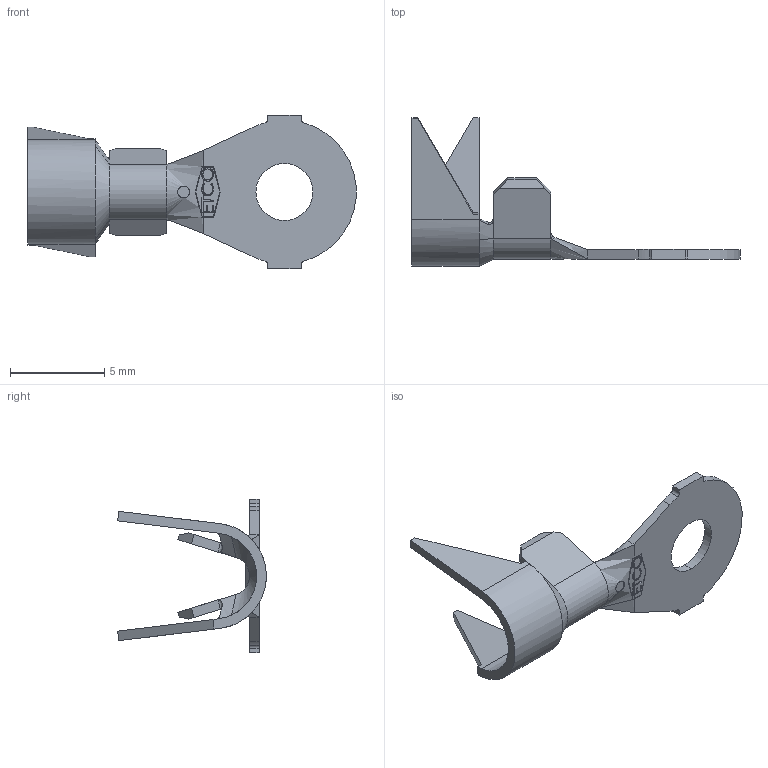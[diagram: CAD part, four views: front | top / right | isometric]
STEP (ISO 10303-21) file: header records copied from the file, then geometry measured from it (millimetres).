
FILE_DESCRIPTION (( 'STEP AP203' ), '1' );
FILE_NAME ('01730.STEP', '2015-02-06T16:47:33', ( '' ), ( '' ), 'SwSTEP 2.0', 'SolidWorks 2014', '' );
FILE_SCHEMA (( 'CONFIG_CONTROL_DESIGN' ));
Length unit declared in the file: inch
Products named in the file (1): 01730
Bounding box: 17.38 x 7.87 x 8.13 mm (x, y, z)
Volume: 65.3 mm3; surface area: 308.9 mm2
Topology: 1 solids, 1 shells, 172 faces, 457 edges, 290 vertices
Faces by surface type: plane 107, bspline 38, cylinder 21, cone 6
Entity records: 6770 total; most frequent: CARTESIAN_POINT 2725, ORIENTED_EDGE 914, DIRECTION 671, EDGE_CURVE 457, VECTOR 313, LINE 313, VERTEX_POINT 290, AXIS2_PLACEMENT_3D 179
